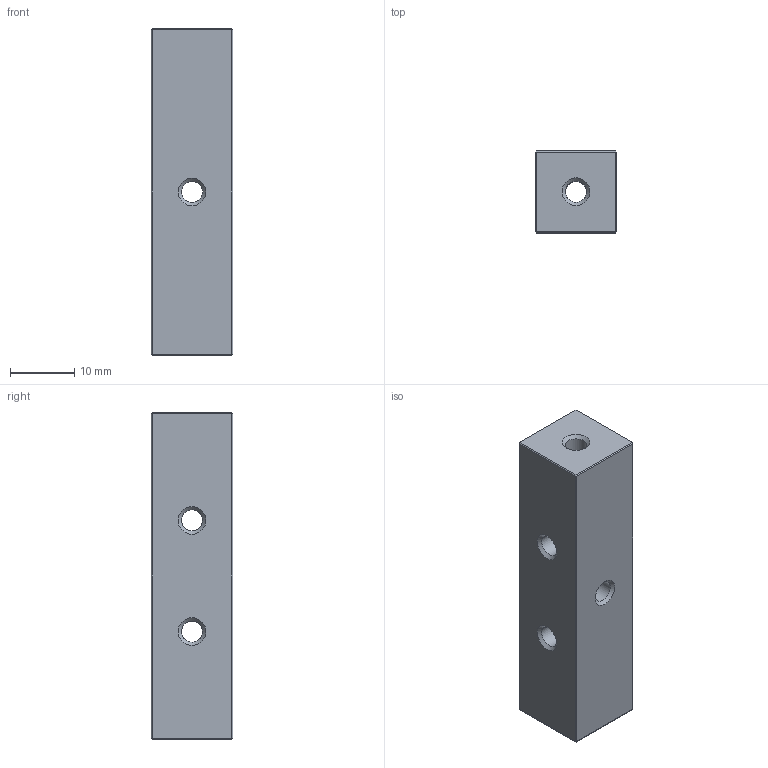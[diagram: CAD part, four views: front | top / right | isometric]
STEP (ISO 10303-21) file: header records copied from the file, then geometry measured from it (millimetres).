
FILE_DESCRIPTION(('FreeCAD Model'),'2;1');
FILE_NAME('Open CASCADE Shape Model','2025-04-06T11:16:57',('FreeCAD'),( 'FreeCAD'),'Open CASCADE STEP processor 7.8','FreeCAD','Unknown');
FILE_SCHEMA(('AUTOMOTIVE_DESIGN { 1 0 10303 214 1 1 1 1 }'));
Length unit declared in the file: millimetre
Products named in the file (1): Open CASCADE STEP translator 7.8 1
Bounding box: 12.7 x 12.7 x 50.8 mm (x, y, z)
Volume: 7487.6 mm3; surface area: 3568.2 mm2
Topology: 1 solids, 1 shells, 44 faces, 102 edges, 54 vertices
Faces by surface type: plane 26, cylinder 10, cone 8
Full cylindrical faces by diameter (mm): 3.3 x10
Entity records: 1244 total; most frequent: DIRECTION 228, ORIENTED_EDGE 204, CARTESIAN_POINT 201, EDGE_CURVE 102, AXIS2_PLACEMENT_3D 81, LINE 66, VECTOR 66, VERTEX_POINT 54
